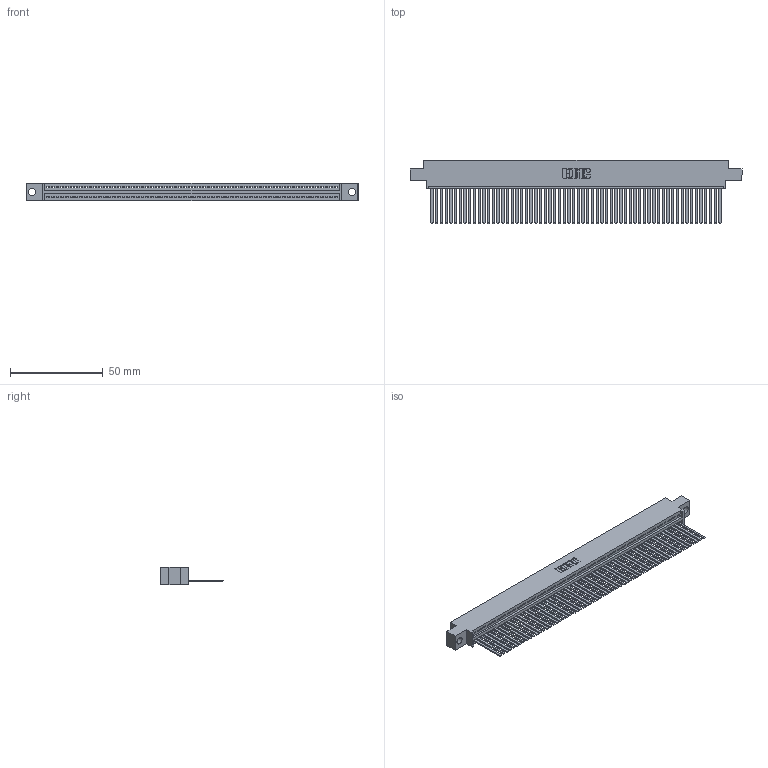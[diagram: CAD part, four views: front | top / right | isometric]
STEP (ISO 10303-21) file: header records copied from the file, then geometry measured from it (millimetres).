
FILE_DESCRIPTION (( 'STEP AP203' ), '1' );
FILE_NAME ('395-062-544-604.STEP', '2019-10-24T19:36:46', ( '' ), ( '' ), 'SwSTEP 2.0', 'SolidWorks 2016', '' );
FILE_SCHEMA (( 'CONFIG_CONTROL_DESIGN' ));
Length unit declared in the file: inch
Products named in the file (3): 345-292-001_345-293-144; 395-062-544-604; 345 Part_0.170 Offset - 0.156 Dia-TH
Assembly tree (63 placements, depth 2):
  395-062-544-604
    345 Part_0.170 Offset - 0.156 Dia-TH
    345-292-001_345-293-144  x62
Bounding box: 178.69 x 33.96 x 9.4 mm (x, y, z)
Volume: 17652.7 mm3; surface area: 25821.6 mm2
Topology: 63 solids, 63 shells, 3354 faces, 10149 edges, 6682 vertices
Faces by surface type: plane 2316, cylinder 1038
Entity records: 43921 total; most frequent: CARTESIAN_POINT 7614, ORIENTED_EDGE 7610, DIRECTION 6617, EDGE_CURVE 3805, LINE 3429, VECTOR 3429, VERTEX_POINT 2534, AXIS2_PLACEMENT_3D 1594
